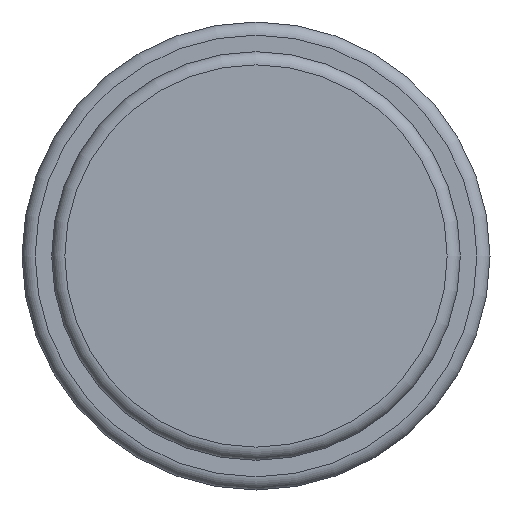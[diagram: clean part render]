
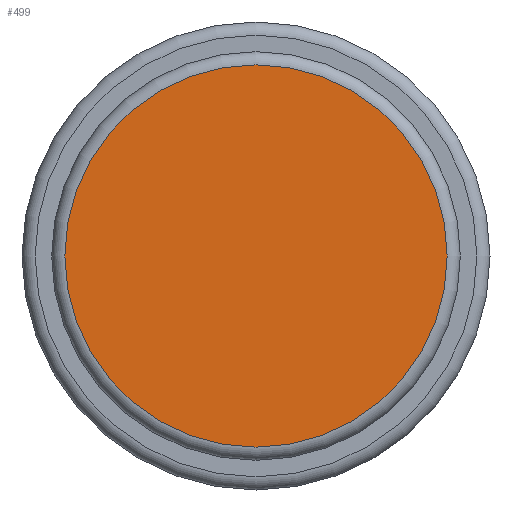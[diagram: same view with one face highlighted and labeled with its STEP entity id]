
A CAD part, front view. The second image highlights one B-rep face of the part: STEP entity #499.
In plain terms, the highlighted planar face has unit normal (0, -1, 0).
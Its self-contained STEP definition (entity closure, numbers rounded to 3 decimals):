
#92=ORIENTED_EDGE('',*,*,#118,.T.);
#118=EDGE_CURVE('',#144,#144,#170,.T.);
#144=VERTEX_POINT('',#744);
#170=CIRCLE('',#556,14.5);
#222=EDGE_LOOP('',(#92));
#274=FACE_BOUND('',#222,.T.);
#281=PLANE('',#557);
#499=ADVANCED_FACE('',(#274),#281,.F.);
#556=AXIS2_PLACEMENT_3D('',#743,#662,#663);
#557=AXIS2_PLACEMENT_3D('',#745,#664,#665);
#662=DIRECTION('',(0.,-1.,0.));
#663=DIRECTION('',(0.,0.,-1.));
#664=DIRECTION('',(0.,1.,0.));
#665=DIRECTION('',(0.,0.,1.));
#743=CARTESIAN_POINT('',(0.,-40.75,0.));
#744=CARTESIAN_POINT('',(0.,-40.75,-14.5));
#745=CARTESIAN_POINT('',(14.5,-40.75,0.));
